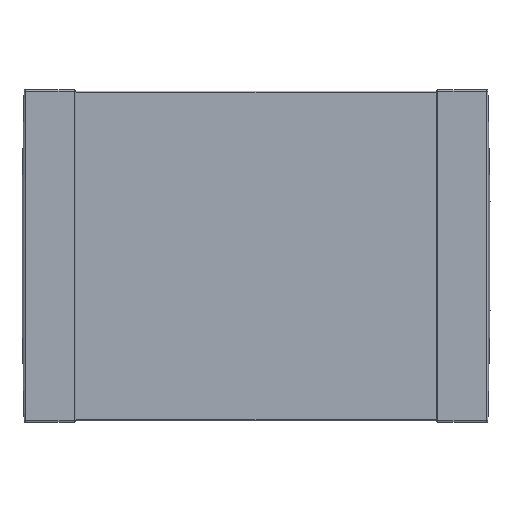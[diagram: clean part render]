
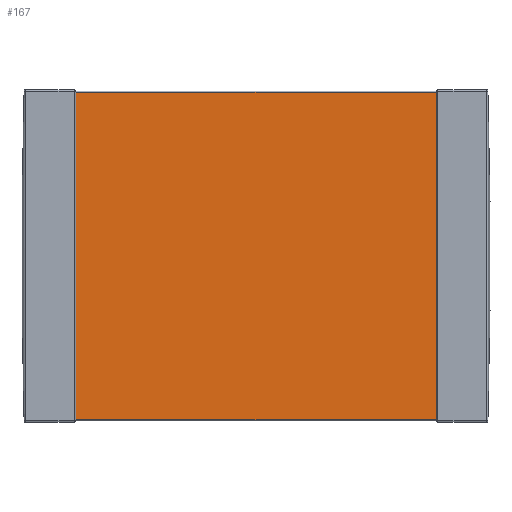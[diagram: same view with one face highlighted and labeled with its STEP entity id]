
A CAD part, top view. The second image highlights one B-rep face of the part: STEP entity #167.
In plain terms, the highlighted planar face has unit normal (0, 0, 1).
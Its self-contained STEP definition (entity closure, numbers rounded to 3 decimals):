
#30 = CARTESIAN_POINT ( 'NONE',  ( -1.75, 1.587, 0.6 ) ) ;
#68 = EDGE_CURVE ( 'NONE', #1699, #1179, #613, .T. ) ;
#85 = EDGE_CURVE ( 'NONE', #1317, #1699, #1088, .T. ) ;
#152 = ORIENTED_EDGE ( 'NONE', *, *, #85, .T. ) ;
#167 = ADVANCED_FACE ( 'NONE', ( #2178 ), #1805, .T. ) ;
#169 = VECTOR ( 'NONE', #2046, 1000. ) ;
#205 = CARTESIAN_POINT ( 'NONE',  ( 1.75, 1.588, 0.6 ) ) ;
#213 = CARTESIAN_POINT ( 'NONE',  ( -1.75, -1.588, 0.6 ) ) ;
#242 = DIRECTION ( 'NONE',  ( 0., 0., 1. ) ) ;
#311 = VECTOR ( 'NONE', #2073, 1000. ) ;
#502 = CARTESIAN_POINT ( 'NONE',  ( 1.75, -1.587, 0.6 ) ) ;
#599 = EDGE_LOOP ( 'NONE', ( #1791, #692, #152, #2045 ) ) ;
#613 = LINE ( 'NONE', #817, #169 ) ;
#671 = VECTOR ( 'NONE', #1871, 1000. ) ;
#687 = CARTESIAN_POINT ( 'NONE',  ( 1.75, -1.587, 0.6 ) ) ;
#692 = ORIENTED_EDGE ( 'NONE', *, *, #1495, .T. ) ;
#760 = DIRECTION ( 'NONE',  ( 1., 0., 0. ) ) ;
#801 = EDGE_CURVE ( 'NONE', #1179, #1598, #2202, .T. ) ;
#817 = CARTESIAN_POINT ( 'NONE',  ( -1.75, 1.587, 0.6 ) ) ;
#820 = VECTOR ( 'NONE', #1114, 1000. ) ;
#827 = CARTESIAN_POINT ( 'NONE',  ( 1.75, -1.6, 0.6 ) ) ;
#1088 = LINE ( 'NONE', #827, #671 ) ;
#1104 = CARTESIAN_POINT ( 'NONE',  ( 0., 0., 0.6 ) ) ;
#1114 = DIRECTION ( 'NONE',  ( 0., -1., 0. ) ) ;
#1179 = VERTEX_POINT ( 'NONE', #30 ) ;
#1283 = CARTESIAN_POINT ( 'NONE',  ( -1.75, -1.6, 0.6 ) ) ;
#1317 = VERTEX_POINT ( 'NONE', #687 ) ;
#1495 = EDGE_CURVE ( 'NONE', #1598, #1317, #2210, .T. ) ;
#1598 = VERTEX_POINT ( 'NONE', #213 ) ;
#1699 = VERTEX_POINT ( 'NONE', #205 ) ;
#1791 = ORIENTED_EDGE ( 'NONE', *, *, #801, .T. ) ;
#1805 = PLANE ( 'NONE',  #2063 ) ;
#1871 = DIRECTION ( 'NONE',  ( 0., 1., 0. ) ) ;
#2045 = ORIENTED_EDGE ( 'NONE', *, *, #68, .T. ) ;
#2046 = DIRECTION ( 'NONE',  ( -1., 0., 0. ) ) ;
#2063 = AXIS2_PLACEMENT_3D ( 'NONE', #1104, #242, #760 ) ;
#2073 = DIRECTION ( 'NONE',  ( 1., 0., 0. ) ) ;
#2178 = FACE_OUTER_BOUND ( 'NONE', #599, .T. ) ;
#2202 = LINE ( 'NONE', #1283, #820 ) ;
#2210 = LINE ( 'NONE', #502, #311 ) ;
